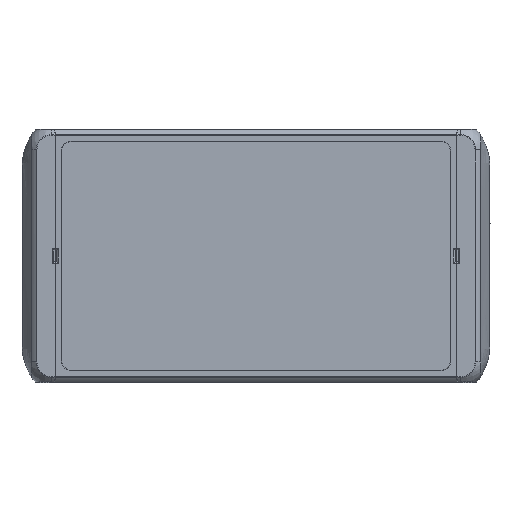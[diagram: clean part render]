
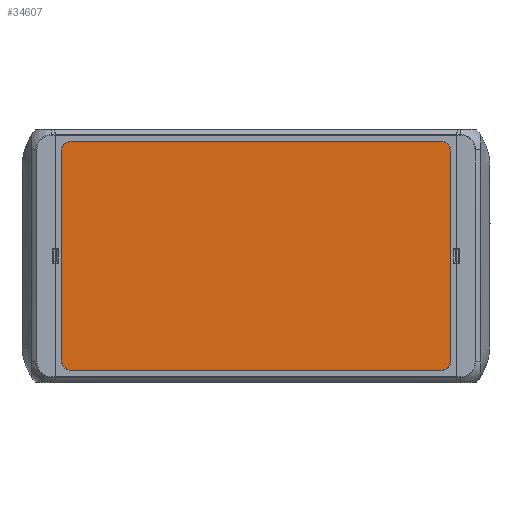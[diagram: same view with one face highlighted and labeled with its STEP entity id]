
A CAD part, top view. The second image highlights one B-rep face of the part: STEP entity #34607.
In plain terms, the highlighted planar face has unit normal (0, 0, 1).
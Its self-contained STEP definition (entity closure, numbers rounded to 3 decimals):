
#1606=PLANE('',#38221);
#4582=FACE_OUTER_BOUND('',#6911,.T.);
#6911=EDGE_LOOP('',(#30271,#30272,#30273,#30274,#30275,#30276,#30277,#30278));
#8078=ELLIPSE('',#38156,5.014,5.);
#8079=ELLIPSE('',#38159,5.014,5.);
#8080=ELLIPSE('',#38162,5.014,5.);
#8081=ELLIPSE('',#38165,5.014,5.);
#10179=LINE('',#86410,#12472);
#10182=LINE('',#86418,#12475);
#10185=LINE('',#86426,#12478);
#10187=LINE('',#86432,#12480);
#12472=VECTOR('',#47050,103.014);
#12475=VECTOR('',#47059,182.014);
#12478=VECTOR('',#47068,103.014);
#12480=VECTOR('',#47076,182.014);
#16141=VERTEX_POINT('',#86402);
#16142=VERTEX_POINT('',#86403);
#16143=VERTEX_POINT('',#86408);
#16144=VERTEX_POINT('',#86412);
#16145=VERTEX_POINT('',#86416);
#16146=VERTEX_POINT('',#86420);
#16147=VERTEX_POINT('',#86424);
#16148=VERTEX_POINT('',#86428);
#20891=EDGE_CURVE('',#16141,#16142,#8078,.T.);
#20895=EDGE_CURVE('',#16142,#16143,#10179,.T.);
#20896=EDGE_CURVE('',#16143,#16144,#8079,.T.);
#20899=EDGE_CURVE('',#16144,#16145,#10182,.T.);
#20900=EDGE_CURVE('',#16145,#16146,#8080,.T.);
#20903=EDGE_CURVE('',#16146,#16147,#10185,.T.);
#20904=EDGE_CURVE('',#16147,#16148,#8081,.T.);
#20906=EDGE_CURVE('',#16148,#16141,#10187,.T.);
#30271=ORIENTED_EDGE('',*,*,#20891,.T.);
#30272=ORIENTED_EDGE('',*,*,#20895,.T.);
#30273=ORIENTED_EDGE('',*,*,#20896,.T.);
#30274=ORIENTED_EDGE('',*,*,#20899,.T.);
#30275=ORIENTED_EDGE('',*,*,#20900,.T.);
#30276=ORIENTED_EDGE('',*,*,#20903,.T.);
#30277=ORIENTED_EDGE('',*,*,#20904,.T.);
#30278=ORIENTED_EDGE('',*,*,#20906,.T.);
#34607=ADVANCED_FACE('',(#4582),#1606,.T.);
#38156=AXIS2_PLACEMENT_3D('',#86404,#47043,#47044);
#38159=AXIS2_PLACEMENT_3D('',#86413,#47053,#47054);
#38162=AXIS2_PLACEMENT_3D('',#86421,#47062,#47063);
#38165=AXIS2_PLACEMENT_3D('',#86429,#47071,#47072);
#38221=AXIS2_PLACEMENT_3D('',#86744,#47212,#47213);
#47043=DIRECTION('center_axis',(0.,0.,1.));
#47044=DIRECTION('ref_axis',(-0.707,0.707,0.));
#47050=DIRECTION('',(0.,-1.,0.));
#47053=DIRECTION('center_axis',(0.,0.,1.));
#47054=DIRECTION('ref_axis',(-0.707,-0.707,0.));
#47059=DIRECTION('',(1.,0.,0.));
#47062=DIRECTION('center_axis',(0.,0.,1.));
#47063=DIRECTION('ref_axis',(0.707,-0.707,0.));
#47068=DIRECTION('',(0.,1.,0.));
#47071=DIRECTION('center_axis',(0.,0.,1.));
#47072=DIRECTION('ref_axis',(0.707,0.707,0.));
#47076=DIRECTION('',(-1.,0.,0.));
#47212=DIRECTION('center_axis',(0.,0.,1.));
#47213=DIRECTION('ref_axis',(1.,0.,0.));
#86402=CARTESIAN_POINT('',(-91.007,56.5,18.));
#86403=CARTESIAN_POINT('',(-96.,51.507,18.));
#86404=CARTESIAN_POINT('Origin',(-90.993,51.493,18.));
#86408=CARTESIAN_POINT('',(-96.,-51.507,18.));
#86410=CARTESIAN_POINT('',(-96.,-56.5,18.));
#86412=CARTESIAN_POINT('',(-91.007,-56.5,18.));
#86413=CARTESIAN_POINT('Origin',(-90.993,-51.493,18.));
#86416=CARTESIAN_POINT('',(91.007,-56.5,18.));
#86418=CARTESIAN_POINT('',(96.,-56.5,18.));
#86420=CARTESIAN_POINT('',(96.,-51.507,18.));
#86421=CARTESIAN_POINT('Origin',(90.993,-51.493,18.));
#86424=CARTESIAN_POINT('',(96.,51.507,18.));
#86426=CARTESIAN_POINT('',(96.,56.5,18.));
#86428=CARTESIAN_POINT('',(91.007,56.5,18.));
#86429=CARTESIAN_POINT('Origin',(90.993,51.493,18.));
#86432=CARTESIAN_POINT('',(-96.,56.5,18.));
#86744=CARTESIAN_POINT('Origin',(0.,0.,
18.));
